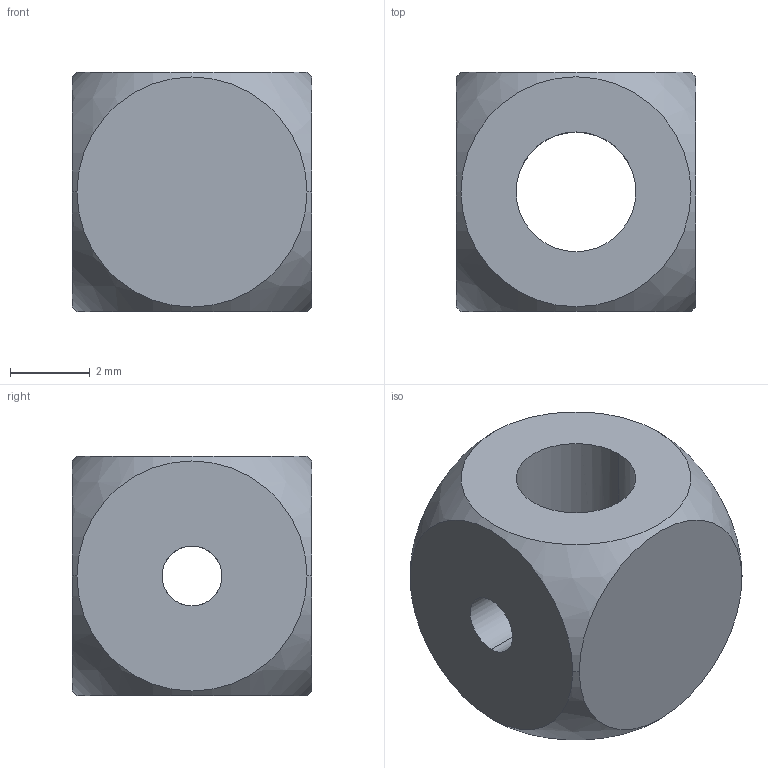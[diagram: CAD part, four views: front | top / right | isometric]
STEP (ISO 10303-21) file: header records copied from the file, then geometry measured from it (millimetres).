
FILE_DESCRIPTION (( 'STEP AP214' ), '1' );
FILE_NAME ('coube.STEP', '2018-06-07T10:16:35', ( '' ), ( '' ), 'SwSTEP 2.0', 'SolidWorks 2018', '' );
FILE_SCHEMA (( 'AUTOMOTIVE_DESIGN' ));
Length unit declared in the file: millimetre
Products named in the file (1): coube
Bounding box: 6 x 6 x 6 mm (x, y, z)
Volume: 158 mm3; surface area: 242.4 mm2
Topology: 1 solids, 1 shells, 14 faces, 40 edges, 26 vertices
Faces by surface type: cylinder 6, plane 6, sphere 2
Entity records: 550 total; most frequent: CARTESIAN_POINT 143, DIRECTION 86, ORIENTED_EDGE 72, AXIS2_PLACEMENT_3D 39, EDGE_CURVE 36, VERTEX_POINT 24, CIRCLE 24, EDGE_LOOP 20
